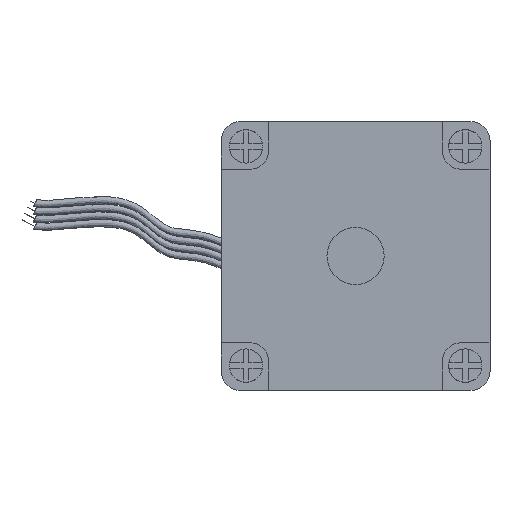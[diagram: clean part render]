
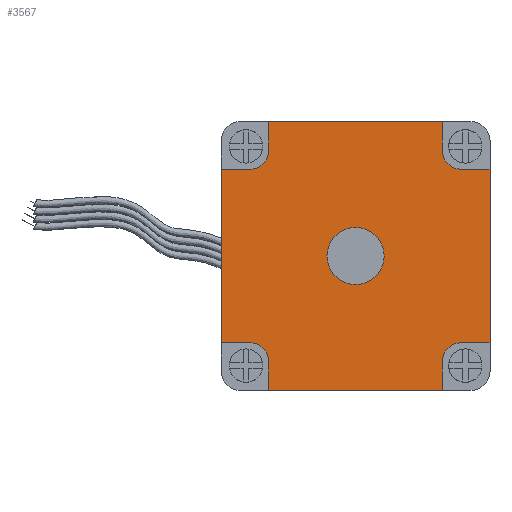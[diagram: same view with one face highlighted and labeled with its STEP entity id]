
A CAD part, front view. The second image highlights one B-rep face of the part: STEP entity #3567.
In plain terms, the highlighted planar face has unit normal (0, -1, 0).
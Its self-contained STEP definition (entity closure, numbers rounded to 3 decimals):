
#4 = CIRCLE ( 'NONE', #5676, 2. ) ;
#47 = DIRECTION ( 'NONE',  ( 0., 0., 1. ) ) ;
#57 = DIRECTION ( 'NONE',  ( 0., 0., -1. ) ) ;
#271 = CARTESIAN_POINT ( 'NONE',  ( 9.1, 0., -11.1 ) ) ;
#293 = CARTESIAN_POINT ( 'NONE',  ( -11.1, 0., 11.1 ) ) ;
#322 = DIRECTION ( 'NONE',  ( -1., 0., 0. ) ) ;
#376 = VERTEX_POINT ( 'NONE', #3413 ) ;
#431 = CARTESIAN_POINT ( 'NONE',  ( -11.1, 0., 9.1 ) ) ;
#432 = LINE ( 'NONE', #3838, #3518 ) ;
#479 = VERTEX_POINT ( 'NONE', #6946 ) ;
#697 = CARTESIAN_POINT ( 'NONE',  ( 0., 0., 0. ) ) ;
#710 = VERTEX_POINT ( 'NONE', #6118 ) ;
#730 = VERTEX_POINT ( 'NONE', #2802 ) ;
#771 = CIRCLE ( 'NONE', #4300, 2. ) ;
#958 = DIRECTION ( 'NONE',  ( 0., 0., 1. ) ) ;
#973 = VERTEX_POINT ( 'NONE', #6552 ) ;
#996 = DIRECTION ( 'NONE',  ( 0., 0., -1. ) ) ;
#1022 = VERTEX_POINT ( 'NONE', #271 ) ;
#1031 = DIRECTION ( 'NONE',  ( 0., 0., -1. ) ) ;
#1129 = EDGE_CURVE ( 'NONE', #2116, #3810, #7013, .T. ) ;
#1148 = EDGE_CURVE ( 'NONE', #6647, #730, #5370, .T. ) ;
#1154 = CARTESIAN_POINT ( 'NONE',  ( 9.1, 0., -9.1 ) ) ;
#1169 = VERTEX_POINT ( 'NONE', #5528 ) ;
#1208 = DIRECTION ( 'NONE',  ( 0., -1., 0. ) ) ;
#1213 = VECTOR ( 'NONE', #6560, 1000. ) ;
#1242 = EDGE_CURVE ( 'NONE', #5351, #3962, #6302, .T. ) ;
#1303 = ORIENTED_EDGE ( 'NONE', *, *, #3762, .F. ) ;
#1324 = AXIS2_PLACEMENT_3D ( 'NONE', #4812, #1402, #1336 ) ;
#1331 = DIRECTION ( 'NONE',  ( -1., 0., 0. ) ) ;
#1336 = DIRECTION ( 'NONE',  ( 1., 0., 0. ) ) ;
#1402 = DIRECTION ( 'NONE',  ( 0., 1., 0. ) ) ;
#1407 = DIRECTION ( 'NONE',  ( 0., 1., 0. ) ) ;
#1436 = PLANE ( 'NONE',  #1324 ) ;
#1511 = VERTEX_POINT ( 'NONE', #1527 ) ;
#1520 = VERTEX_POINT ( 'NONE', #6184 ) ;
#1527 = CARTESIAN_POINT ( 'NONE',  ( -9.1, 0., -14.1 ) ) ;
#1529 = EDGE_CURVE ( 'NONE', #2116, #4320, #5077, .T. ) ;
#1536 = LINE ( 'NONE', #3293, #1213 ) ;
#1619 = LINE ( 'NONE', #2621, #2035 ) ;
#1715 = CARTESIAN_POINT ( 'NONE',  ( 11.1, 0., 11.1 ) ) ;
#1752 = DIRECTION ( 'NONE',  ( 0., 1., 0. ) ) ;
#1770 = LINE ( 'NONE', #4024, #6663 ) ;
#1825 = VECTOR ( 'NONE', #6034, 1000. ) ;
#2035 = VECTOR ( 'NONE', #996, 1000. ) ;
#2065 = DIRECTION ( 'NONE',  ( 0., 1., 0. ) ) ;
#2074 = DIRECTION ( 'NONE',  ( 0., 0., 1. ) ) ;
#2103 = CARTESIAN_POINT ( 'NONE',  ( -9.1, 0., -9.1 ) ) ;
#2116 = VERTEX_POINT ( 'NONE', #6821 ) ;
#2138 = CARTESIAN_POINT ( 'NONE',  ( 11.1, 0., -9.1 ) ) ;
#2151 = ORIENTED_EDGE ( 'NONE', *, *, #6067, .F. ) ;
#2152 = ORIENTED_EDGE ( 'NONE', *, *, #6001, .T. ) ;
#2173 = LINE ( 'NONE', #5946, #6391 ) ;
#2233 = DIRECTION ( 'NONE',  ( 0., 1., 0. ) ) ;
#2334 = ORIENTED_EDGE ( 'NONE', *, *, #2892, .T. ) ;
#2340 = CARTESIAN_POINT ( 'NONE',  ( 14.1, 0., 9.1 ) ) ;
#2361 = CARTESIAN_POINT ( 'NONE',  ( -9.1, 0., -11.1 ) ) ;
#2415 = VERTEX_POINT ( 'NONE', #2138 ) ;
#2621 = CARTESIAN_POINT ( 'NONE',  ( 14.1, 0., -14.1 ) ) ;
#2660 = CARTESIAN_POINT ( 'NONE',  ( 9.1, 0., 11.1 ) ) ;
#2694 = LINE ( 'NONE', #2103, #7103 ) ;
#2714 = EDGE_CURVE ( 'NONE', #376, #710, #4912, .T. ) ;
#2747 = EDGE_CURVE ( 'NONE', #1022, #2415, #4, .T. ) ;
#2771 = DIRECTION ( 'NONE',  ( 0., 0., 1. ) ) ;
#2802 = CARTESIAN_POINT ( 'NONE',  ( 0., 0., -3. ) ) ;
#2809 = EDGE_CURVE ( 'NONE', #5351, #7058, #3187, .T. ) ;
#2866 = VERTEX_POINT ( 'NONE', #431 ) ;
#2892 = EDGE_CURVE ( 'NONE', #376, #479, #2173, .T. ) ;
#3102 = VECTOR ( 'NONE', #322, 1000. ) ;
#3154 = ORIENTED_EDGE ( 'NONE', *, *, #6603, .F. ) ;
#3187 = LINE ( 'NONE', #4942, #3102 ) ;
#3223 = LINE ( 'NONE', #5568, #6056 ) ;
#3293 = CARTESIAN_POINT ( 'NONE',  ( -9.1, 0., 9.1 ) ) ;
#3346 = ORIENTED_EDGE ( 'NONE', *, *, #1242, .T. ) ;
#3413 = CARTESIAN_POINT ( 'NONE',  ( -9.1, 0., 14.1 ) ) ;
#3476 = ORIENTED_EDGE ( 'NONE', *, *, #2809, .F. ) ;
#3518 = VECTOR ( 'NONE', #5572, 1000. ) ;
#3567 = ADVANCED_FACE ( 'NONE', ( #4178, #5815 ), #1436, .F. ) ;
#3703 = ORIENTED_EDGE ( 'NONE', *, *, #1529, .F. ) ;
#3732 = CARTESIAN_POINT ( 'NONE',  ( 11.1, 0., -11.1 ) ) ;
#3762 = EDGE_CURVE ( 'NONE', #1511, #3962, #2694, .T. ) ;
#3767 = CARTESIAN_POINT ( 'NONE',  ( -14.1, 0., 14.1 ) ) ;
#3781 = EDGE_CURVE ( 'NONE', #4320, #1520, #1619, .T. ) ;
#3788 = LINE ( 'NONE', #5962, #4410 ) ;
#3791 = CARTESIAN_POINT ( 'NONE',  ( 9.1, 0., 9.1 ) ) ;
#3810 = VERTEX_POINT ( 'NONE', #2660 ) ;
#3827 = AXIS2_PLACEMENT_3D ( 'NONE', #6657, #6112, #3973 ) ;
#3830 = ORIENTED_EDGE ( 'NONE', *, *, #1129, .T. ) ;
#3838 = CARTESIAN_POINT ( 'NONE',  ( 9.1, 0., -9.1 ) ) ;
#3884 = ORIENTED_EDGE ( 'NONE', *, *, #6708, .T. ) ;
#3962 = VERTEX_POINT ( 'NONE', #2361 ) ;
#3973 = DIRECTION ( 'NONE',  ( 0., 0., -1. ) ) ;
#4024 = CARTESIAN_POINT ( 'NONE',  ( -14.1, 0., -14.1 ) ) ;
#4178 = FACE_BOUND ( 'NONE', #4344, .T. ) ;
#4300 = AXIS2_PLACEMENT_3D ( 'NONE', #293, #1407, #2074 ) ;
#4318 = DIRECTION ( 'NONE',  ( 1., 0., 0. ) ) ;
#4320 = VERTEX_POINT ( 'NONE', #2340 ) ;
#4344 = EDGE_LOOP ( 'NONE', ( #6291, #4469 ) ) ;
#4410 = VECTOR ( 'NONE', #6030, 1000. ) ;
#4414 = AXIS2_PLACEMENT_3D ( 'NONE', #1715, #2233, #4454 ) ;
#4454 = DIRECTION ( 'NONE',  ( 0., 0., 1. ) ) ;
#4469 = ORIENTED_EDGE ( 'NONE', *, *, #1148, .F. ) ;
#4531 = ORIENTED_EDGE ( 'NONE', *, *, #2747, .T. ) ;
#4587 = CARTESIAN_POINT ( 'NONE',  ( 0., 0., 3. ) ) ;
#4812 = CARTESIAN_POINT ( 'NONE',  ( 0., 0., 0. ) ) ;
#4912 = LINE ( 'NONE', #3767, #6262 ) ;
#4942 = CARTESIAN_POINT ( 'NONE',  ( -9.1, 0., -9.1 ) ) ;
#4960 = CARTESIAN_POINT ( 'NONE',  ( -11.1, 0., -9.1 ) ) ;
#5077 = LINE ( 'NONE', #3791, #1825 ) ;
#5203 = EDGE_CURVE ( 'NONE', #7058, #1169, #3788, .T. ) ;
#5278 = VECTOR ( 'NONE', #6069, 1000. ) ;
#5325 = CARTESIAN_POINT ( 'NONE',  ( -14.1, 0., -9.1 ) ) ;
#5351 = VERTEX_POINT ( 'NONE', #4960 ) ;
#5370 = CIRCLE ( 'NONE', #3827, 3. ) ;
#5528 = CARTESIAN_POINT ( 'NONE',  ( -14.1, 0., 9.1 ) ) ;
#5568 = CARTESIAN_POINT ( 'NONE',  ( 9.1, 0., 9.1 ) ) ;
#5572 = DIRECTION ( 'NONE',  ( 0., 0., 1. ) ) ;
#5597 = AXIS2_PLACEMENT_3D ( 'NONE', #6807, #1752, #47 ) ;
#5628 = CIRCLE ( 'NONE', #7153, 3. ) ;
#5638 = EDGE_CURVE ( 'NONE', #479, #2866, #771, .T. ) ;
#5676 = AXIS2_PLACEMENT_3D ( 'NONE', #3732, #2065, #958 ) ;
#5724 = ORIENTED_EDGE ( 'NONE', *, *, #2714, .F. ) ;
#5803 = ORIENTED_EDGE ( 'NONE', *, *, #7128, .T. ) ;
#5815 = FACE_OUTER_BOUND ( 'NONE', #6433, .T. ) ;
#5946 = CARTESIAN_POINT ( 'NONE',  ( -9.1, 0., 9.1 ) ) ;
#5962 = CARTESIAN_POINT ( 'NONE',  ( -14.1, 0., -14.1 ) ) ;
#6001 = EDGE_CURVE ( 'NONE', #2866, #1169, #1536, .T. ) ;
#6014 = ORIENTED_EDGE ( 'NONE', *, *, #3781, .F. ) ;
#6030 = DIRECTION ( 'NONE',  ( 0., 0., 1. ) ) ;
#6034 = DIRECTION ( 'NONE',  ( 1., 0., 0. ) ) ;
#6056 = VECTOR ( 'NONE', #6596, 1000. ) ;
#6067 = EDGE_CURVE ( 'NONE', #710, #3810, #3223, .T. ) ;
#6069 = DIRECTION ( 'NONE',  ( 1., 0., 0. ) ) ;
#6112 = DIRECTION ( 'NONE',  ( 0., -1., 0. ) ) ;
#6118 = CARTESIAN_POINT ( 'NONE',  ( 9.1, 0., 14.1 ) ) ;
#6184 = CARTESIAN_POINT ( 'NONE',  ( 14.1, 0., -9.1 ) ) ;
#6262 = VECTOR ( 'NONE', #4318, 1000. ) ;
#6291 = ORIENTED_EDGE ( 'NONE', *, *, #7251, .F. ) ;
#6302 = CIRCLE ( 'NONE', #5597, 2. ) ;
#6391 = VECTOR ( 'NONE', #1031, 1000. ) ;
#6433 = EDGE_LOOP ( 'NONE', ( #6014, #3703, #3830, #2151, #5724, #2334, #6863, #2152, #6892, #3476, #3346, #1303, #3154, #5803, #4531, #3884 ) ) ;
#6552 = CARTESIAN_POINT ( 'NONE',  ( 9.1, 0., -14.1 ) ) ;
#6560 = DIRECTION ( 'NONE',  ( -1., 0., 0. ) ) ;
#6596 = DIRECTION ( 'NONE',  ( 0., 0., -1. ) ) ;
#6603 = EDGE_CURVE ( 'NONE', #973, #1511, #1770, .T. ) ;
#6647 = VERTEX_POINT ( 'NONE', #4587 ) ;
#6657 = CARTESIAN_POINT ( 'NONE',  ( 0., 0., 0. ) ) ;
#6663 = VECTOR ( 'NONE', #1331, 1000. ) ;
#6708 = EDGE_CURVE ( 'NONE', #2415, #1520, #7314, .T. ) ;
#6807 = CARTESIAN_POINT ( 'NONE',  ( -11.1, 0., -11.1 ) ) ;
#6821 = CARTESIAN_POINT ( 'NONE',  ( 11.1, 0., 9.1 ) ) ;
#6863 = ORIENTED_EDGE ( 'NONE', *, *, #5638, .T. ) ;
#6892 = ORIENTED_EDGE ( 'NONE', *, *, #5203, .F. ) ;
#6946 = CARTESIAN_POINT ( 'NONE',  ( -9.1, 0., 11.1 ) ) ;
#7013 = CIRCLE ( 'NONE', #4414, 2. ) ;
#7058 = VERTEX_POINT ( 'NONE', #5325 ) ;
#7103 = VECTOR ( 'NONE', #2771, 1000. ) ;
#7128 = EDGE_CURVE ( 'NONE', #973, #1022, #432, .T. ) ;
#7153 = AXIS2_PLACEMENT_3D ( 'NONE', #697, #1208, #57 ) ;
#7251 = EDGE_CURVE ( 'NONE', #730, #6647, #5628, .T. ) ;
#7314 = LINE ( 'NONE', #1154, #5278 ) ;
